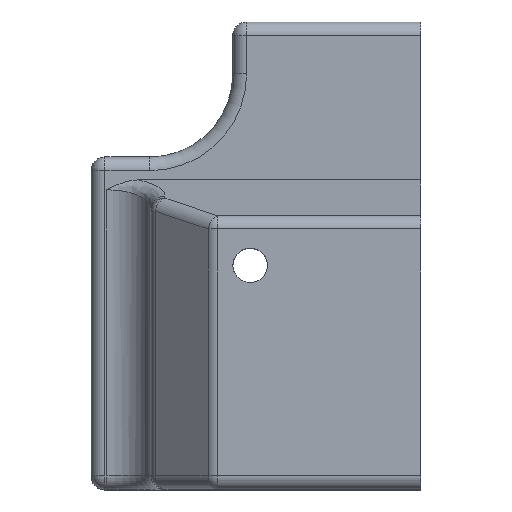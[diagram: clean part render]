
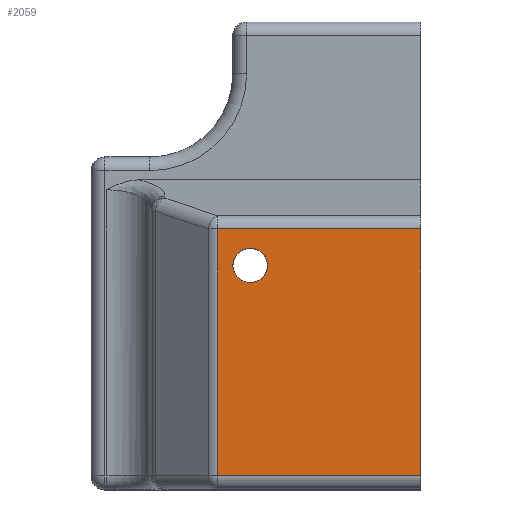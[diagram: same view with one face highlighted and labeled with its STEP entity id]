
A CAD part, top view. The second image highlights one B-rep face of the part: STEP entity #2059.
In plain terms, the highlighted planar face has unit normal (0, 0, 1).
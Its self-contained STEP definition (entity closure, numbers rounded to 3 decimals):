
#34=CARTESIAN_POINT('',(396.648,980.539,54.3));
#35=VERTEX_POINT('',#34);
#221=CARTESIAN_POINT('',(399.148,980.539,54.3));
#222=VERTEX_POINT('',#221);
#223=CARTESIAN_POINT('',(397.898,980.539,54.3));
#224=DIRECTION('',(0.,0.,1.));
#225=DIRECTION('',(1.,0.,-0.));
#226=AXIS2_PLACEMENT_3D('',#223,#224,#225);
#227=CIRCLE('',#226,1.25);
#228=EDGE_CURVE('',#35,#222,#227,.T.);
#230=CARTESIAN_POINT('',(397.898,980.539,54.3));
#231=DIRECTION('',(0.,0.,1.));
#232=DIRECTION('',(1.,0.,-0.));
#233=AXIS2_PLACEMENT_3D('',#230,#231,#232);
#234=CIRCLE('',#233,1.25);
#235=EDGE_CURVE('',#222,#35,#234,.T.);
#744=CARTESIAN_POINT('',(410.238,983.173,54.3));
#745=VERTEX_POINT('',#744);
#753=CARTESIAN_POINT('',(410.238,965.339,54.3));
#754=VERTEX_POINT('',#753);
#755=CARTESIAN_POINT('',(410.238,983.173,54.3));
#756=DIRECTION('',(0.,-1.,0.));
#757=VECTOR('',#756,17.833);
#758=LINE('',#755,#757);
#759=EDGE_CURVE('',#745,#754,#758,.T.);
#2025=CARTESIAN_POINT('',(318.685,1072.403,54.3));
#2026=DIRECTION('',(0.,0.,1.));
#2027=DIRECTION('',(0.,-1.,0.));
#2028=AXIS2_PLACEMENT_3D('',#2025,#2026,#2027);
#2029=PLANE('',#2028);
#2030=ORIENTED_EDGE('',*,*,#228,.F.);
#2031=ORIENTED_EDGE('',*,*,#235,.F.);
#2032=EDGE_LOOP('',(#2030,#2031));
#2033=FACE_BOUND('',#2032,.T.);
#2034=ORIENTED_EDGE('',*,*,#759,.F.);
#2035=CARTESIAN_POINT('',(395.566,983.173,54.3));
#2036=VERTEX_POINT('',#2035);
#2037=CARTESIAN_POINT('',(410.238,983.173,54.3));
#2038=DIRECTION('',(-1.,-0.,0.));
#2039=VECTOR('',#2038,14.672);
#2040=LINE('',#2037,#2039);
#2041=EDGE_CURVE('',#745,#2036,#2040,.T.);
#2042=ORIENTED_EDGE('',*,*,#2041,.T.);
#2043=CARTESIAN_POINT('',(395.566,965.339,54.3));
#2044=VERTEX_POINT('',#2043);
#2045=CARTESIAN_POINT('',(395.566,983.173,54.3));
#2046=DIRECTION('',(0.,-1.,-0.));
#2047=VECTOR('',#2046,17.833);
#2048=LINE('',#2045,#2047);
#2049=EDGE_CURVE('',#2036,#2044,#2048,.T.);
#2050=ORIENTED_EDGE('',*,*,#2049,.T.);
#2051=CARTESIAN_POINT('',(395.566,965.339,54.3));
#2052=DIRECTION('',(1.,0.,-0.));
#2053=VECTOR('',#2052,14.672);
#2054=LINE('',#2051,#2053);
#2055=EDGE_CURVE('',#2044,#754,#2054,.T.);
#2056=ORIENTED_EDGE('',*,*,#2055,.T.);
#2057=EDGE_LOOP('',(#2034,#2042,#2050,#2056));
#2058=FACE_BOUND('',#2057,.T.);
#2059=ADVANCED_FACE('',(#2033,#2058),#2029,.T.);
